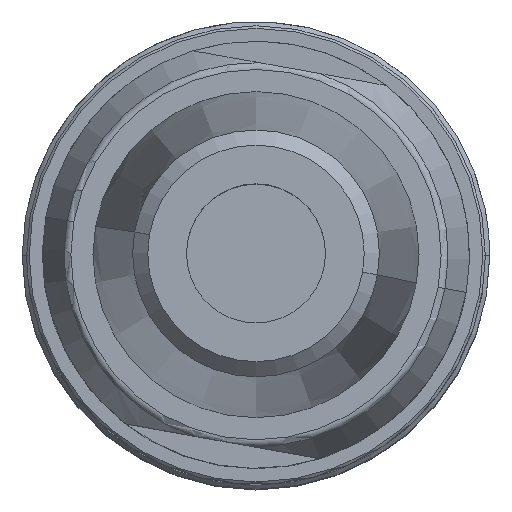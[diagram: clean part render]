
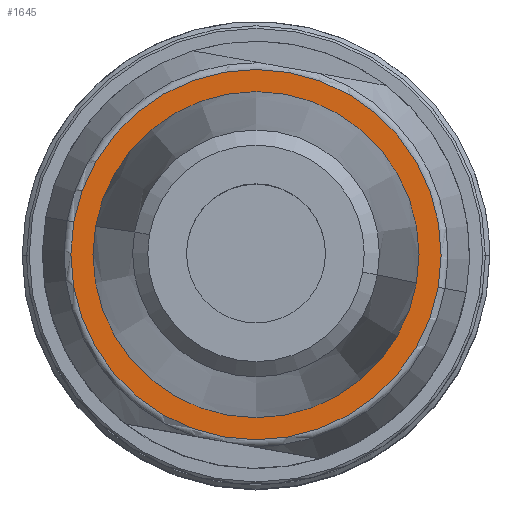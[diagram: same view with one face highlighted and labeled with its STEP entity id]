
A CAD part, top view. The second image highlights one B-rep face of the part: STEP entity #1645.
In plain terms, the highlighted planar face has unit normal (0, 0, 1).
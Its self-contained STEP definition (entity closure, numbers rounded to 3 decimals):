
#1571=AXIS2_PLACEMENT_3D('Circle Axis2P3D',#1569,#1570,$) ;
#1590=AXIS2_PLACEMENT_3D('Circle Axis2P3D',#1588,#1589,$) ;
#1605=AXIS2_PLACEMENT_3D('Plane Axis2P3D',#1602,#1603,#1604) ;
#1613=AXIS2_PLACEMENT_3D('Circle Axis2P3D',#1611,#1612,$) ;
#1622=AXIS2_PLACEMENT_3D('Circle Axis2P3D',#1620,#1621,$) ;
#1629=AXIS2_PLACEMENT_3D('Circle Axis2P3D',#1627,#1628,$) ;
#1636=AXIS2_PLACEMENT_3D('Circle Axis2P3D',#1634,#1635,$) ;
#1559=CARTESIAN_POINT('Vertex',(2.039,10.545,43.5)) ;
#1566=CARTESIAN_POINT('Vertex',(16.461,7.955,43.5)) ;
#1569=CARTESIAN_POINT('Axis2P3D Location',(9.25,9.25,43.5)) ;
#1588=CARTESIAN_POINT('Axis2P3D Location',(9.25,9.25,43.5)) ;
#1602=CARTESIAN_POINT('Axis2P3D Location',(9.25,9.25,43.5)) ;
#1611=CARTESIAN_POINT('Axis2P3D Location',(9.25,9.25,43.5)) ;
#1615=CARTESIAN_POINT('Vertex',(2.898,10.37,43.5)) ;
#1617=CARTESIAN_POINT('Vertex',(9.25,2.8,43.5)) ;
#1620=CARTESIAN_POINT('Axis2P3D Location',(9.25,9.25,43.5)) ;
#1624=CARTESIAN_POINT('Vertex',(9.25,15.7,43.5)) ;
#1627=CARTESIAN_POINT('Axis2P3D Location',(9.25,9.25,43.5)) ;
#1631=CARTESIAN_POINT('Vertex',(15.602,8.13,43.5)) ;
#1634=CARTESIAN_POINT('Axis2P3D Location',(9.25,9.25,43.5)) ;
#1570=DIRECTION('Axis2P3D Direction',(0.,0.,1.)) ;
#1589=DIRECTION('Axis2P3D Direction',(0.,0.,1.)) ;
#1603=DIRECTION('Axis2P3D Direction',(0.,0.,1.)) ;
#1604=DIRECTION('Axis2P3D XDirection',(0.984,-0.177,0.)) ;
#1612=DIRECTION('Axis2P3D Direction',(0.,0.,1.)) ;
#1621=DIRECTION('Axis2P3D Direction',(0.,0.,1.)) ;
#1628=DIRECTION('Axis2P3D Direction',(0.,0.,1.)) ;
#1635=DIRECTION('Axis2P3D Direction',(0.,0.,1.)) ;
#1608=ORIENTED_EDGE('',*,*,#1592,.T.) ;
#1609=ORIENTED_EDGE('',*,*,#1573,.T.) ;
#1640=ORIENTED_EDGE('',*,*,#1619,.F.) ;
#1641=ORIENTED_EDGE('',*,*,#1626,.F.) ;
#1642=ORIENTED_EDGE('',*,*,#1633,.F.) ;
#1643=ORIENTED_EDGE('',*,*,#1638,.F.) ;
#1644=FACE_BOUND('',#1639,.T.) ;
#1645=ADVANCED_FACE('Hauptk\X2\00F6\X0\rper',(#1610,#1644),#1606,.T.) ;
#1572=CIRCLE('generated circle',#1571,7.326) ;
#1591=CIRCLE('generated circle',#1590,7.326) ;
#1614=CIRCLE('generated circle',#1613,6.45) ;
#1623=CIRCLE('generated circle',#1622,6.45) ;
#1630=CIRCLE('generated circle',#1629,6.45) ;
#1637=CIRCLE('generated circle',#1636,6.45) ;
#1573=EDGE_CURVE('',#1560,#1567,#1572,.T.) ;
#1592=EDGE_CURVE('',#1567,#1560,#1591,.T.) ;
#1619=EDGE_CURVE('',#1616,#1618,#1614,.T.) ;
#1626=EDGE_CURVE('',#1625,#1616,#1623,.T.) ;
#1633=EDGE_CURVE('',#1632,#1625,#1630,.T.) ;
#1638=EDGE_CURVE('',#1618,#1632,#1637,.T.) ;
#1607=EDGE_LOOP('',(#1608,#1609)) ;
#1639=EDGE_LOOP('',(#1640,#1641,#1642,#1643)) ;
#1610=FACE_OUTER_BOUND('',#1607,.T.) ;
#1606=PLANE('',#1605) ;
#1560=VERTEX_POINT('',#1559) ;
#1567=VERTEX_POINT('',#1566) ;
#1616=VERTEX_POINT('',#1615) ;
#1618=VERTEX_POINT('',#1617) ;
#1625=VERTEX_POINT('',#1624) ;
#1632=VERTEX_POINT('',#1631) ;
